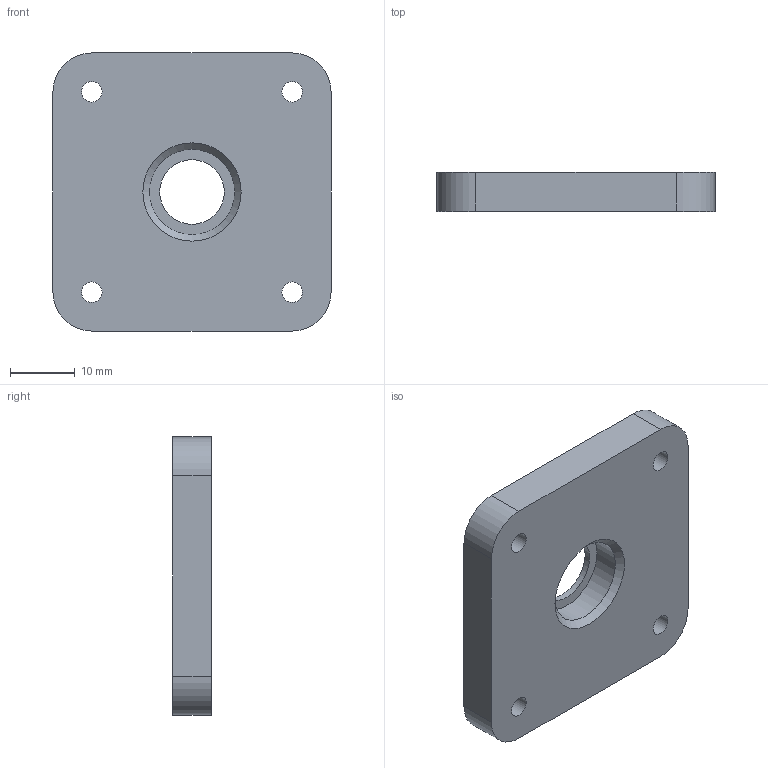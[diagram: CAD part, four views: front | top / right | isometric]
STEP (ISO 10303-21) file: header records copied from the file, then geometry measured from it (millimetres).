
FILE_DESCRIPTION(('FreeCAD Model'),'2;1');
FILE_NAME('Y bearing support.step', '2017-10-18T17:48:09',('Author'),(''), 'Open CASCADE STEP processor 6.8','FreeCAD','Unknown');
FILE_SCHEMA(('AUTOMOTIVE_DESIGN_CC2 { 1 2 10303 214 -1 1 5 4 }'));
Length unit declared in the file: millimetre
Products named in the file (2): ASSEMBLY; Chamfer007
Assembly tree (1 placements, depth 2):
  ASSEMBLY
    Chamfer007
Bounding box: 43 x 6 x 43 mm (x, y, z)
Volume: 9906.7 mm3; surface area: 4823.7 mm2
Topology: 1 solids, 1 shells, 22 faces, 52 edges, 33 vertices
Faces by surface type: cylinder 10, plane 7, cone 5
Full cylindrical faces by diameter (mm): 3.2 x4, 10 x1, 13.2 x1
Entity records: 1414 total; most frequent: CARTESIAN_POINT 319, DIRECTION 203, ORIENTED_EDGE 104, PCURVE 104, DEFINITIONAL_REPRESENTATION 104, LINE 101, VECTOR 101, EDGE_CURVE 52
